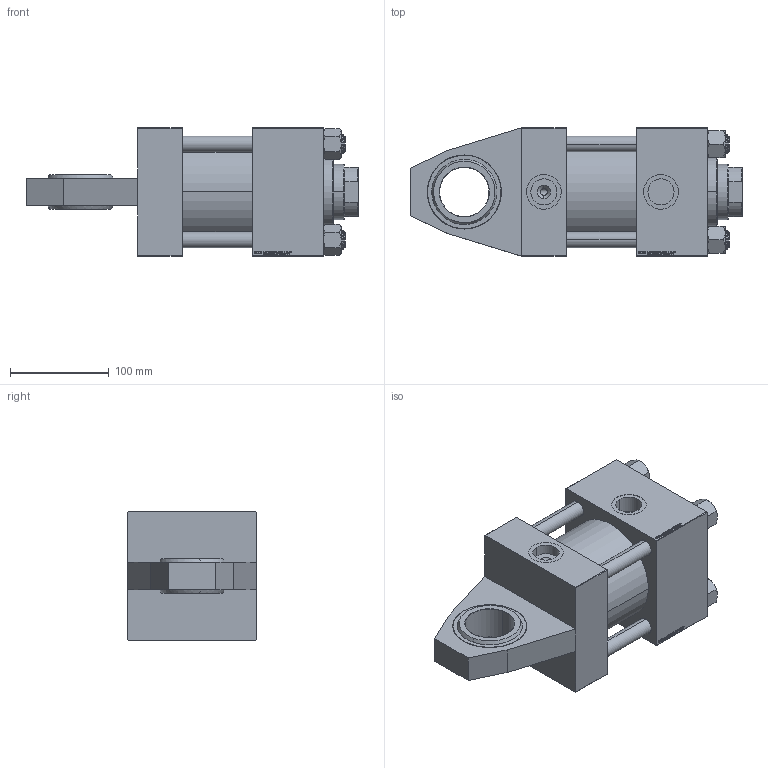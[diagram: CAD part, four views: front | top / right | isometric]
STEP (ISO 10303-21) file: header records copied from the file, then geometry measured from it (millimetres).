
FILE_DESCRIPTION (( 'STEP AP203' ), '1' );
FILE_NAME ('9ef9.STEP', '2022-04-14T10:03:06', ( '' ), ( '' ), 'SwSTEP 2.0', 'SolidWorks 2019', '' );
FILE_SCHEMA (( 'CONFIG_CONTROL_DESIGN' ));
Length unit declared in the file: millimetre
Products named in the file (7): V215_VC_A c4bf81d56fbd353b4afead73795b0936; 9ef9; NUT_M5_J c4bf81d56fbd353b4afead73795b0936; V215CR_J_Body c4bf81d56fbd353b4afead73795b0936; V215CR_J_VNITRNI_KROUZEK c4bf81d56fbd353b4afead73795b0936; V215CR_VCP_J c4bf81d56fbd353b4afead73795b0936; V215CR_TYCINKA_J c4bf81d56fbd353b4afead73795b0936
Assembly tree (12 placements, depth 2):
  9ef9
    V215CR_J_Body c4bf81d56fbd353b4afead73795b0936
    V215CR_J_VNITRNI_KROUZEK c4bf81d56fbd353b4afead73795b0936
    V215CR_VCP_J c4bf81d56fbd353b4afead73795b0936
    V215CR_TYCINKA_J c4bf81d56fbd353b4afead73795b0936  x4
    NUT_M5_J c4bf81d56fbd353b4afead73795b0936  x4
    V215_VC_A c4bf81d56fbd353b4afead73795b0936
Bounding box: 336 x 130 x 130 mm (x, y, z)
Volume: 2749077 mm3; surface area: 379139.9 mm2
Topology: 12 solids, 12 shells, 1194 faces, 3022 edges, 1967 vertices
Faces by surface type: plane 565, bspline 392, cone 128, cylinder 89, torus 20
Entity records: 50677 total; most frequent: CARTESIAN_POINT 27135, ORIENTED_EDGE 5308, DIRECTION 3392, EDGE_CURVE 2654, VERTEX_POINT 1745, LINE 1580, VECTOR 1580, EDGE_LOOP 1167
